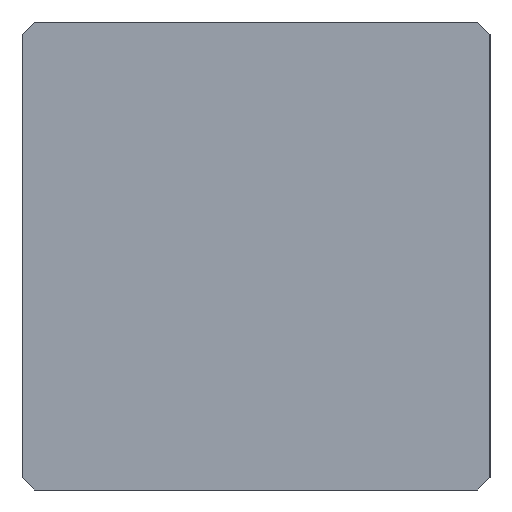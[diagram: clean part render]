
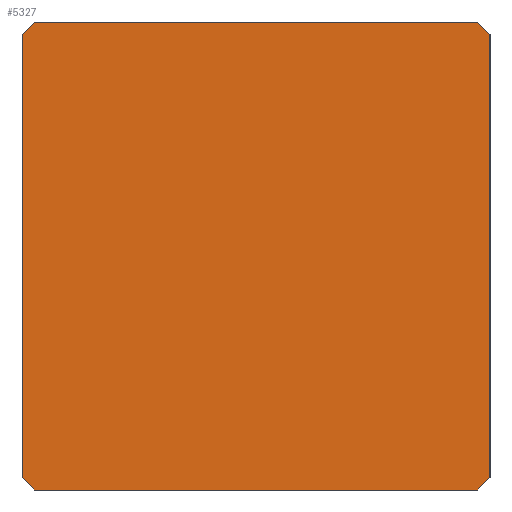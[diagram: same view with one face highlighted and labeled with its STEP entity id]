
A CAD part, left-side view. The second image highlights one B-rep face of the part: STEP entity #5327.
In plain terms, the highlighted planar face has unit normal (-1, 0, 0).
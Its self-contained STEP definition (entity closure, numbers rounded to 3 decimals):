
#242 = CARTESIAN_POINT ( 'NONE',  ( -6.833, 4.572, -4.826 ) ) ;
#537 = DIRECTION ( 'NONE',  ( 0., 0., 1. ) ) ;
#686 = DIRECTION ( 'NONE',  ( 0., -0.707, 0.707 ) ) ;
#849 = CARTESIAN_POINT ( 'NONE',  ( -6.833, 4.572, 4.826 ) ) ;
#914 = CARTESIAN_POINT ( 'NONE',  ( -6.833, -4.572, 4.826 ) ) ;
#1055 = CARTESIAN_POINT ( 'NONE',  ( -6.833, 4.826, -4.572 ) ) ;
#1056 = EDGE_CURVE ( 'NONE', #7619, #3346, #5539, .T. ) ;
#1321 = CARTESIAN_POINT ( 'NONE',  ( -6.833, -4.826, -4.572 ) ) ;
#1333 = ORIENTED_EDGE ( 'NONE', *, *, #1056, .T. ) ;
#1353 = LINE ( 'NONE', #5364, #6722 ) ;
#1669 = ORIENTED_EDGE ( 'NONE', *, *, #4473, .T. ) ;
#1764 = ORIENTED_EDGE ( 'NONE', *, *, #8018, .T. ) ;
#2005 = LINE ( 'NONE', #6818, #3385 ) ;
#2233 = CARTESIAN_POINT ( 'NONE',  ( -6.833, -4.826, -4.572 ) ) ;
#2302 = LINE ( 'NONE', #2233, #4850 ) ;
#2503 = EDGE_CURVE ( 'NONE', #8713, #3076, #7264, .T. ) ;
#2624 = LINE ( 'NONE', #7533, #8380 ) ;
#2714 = CARTESIAN_POINT ( 'NONE',  ( -6.833, 4.826, -4.572 ) ) ;
#3076 = VERTEX_POINT ( 'NONE', #7463 ) ;
#3201 = EDGE_CURVE ( 'NONE', #6517, #7945, #2005, .T. ) ;
#3335 = DIRECTION ( 'NONE',  ( 0., 0., -1. ) ) ;
#3346 = VERTEX_POINT ( 'NONE', #849 ) ;
#3385 = VECTOR ( 'NONE', #686, 1000. ) ;
#3400 = ORIENTED_EDGE ( 'NONE', *, *, #5255, .T. ) ;
#3561 = VECTOR ( 'NONE', #6396, 1000. ) ;
#3643 = EDGE_CURVE ( 'NONE', #7219, #7619, #1353, .T. ) ;
#3738 = AXIS2_PLACEMENT_3D ( 'NONE', #3934, #8596, #537 ) ;
#3934 = CARTESIAN_POINT ( 'NONE',  ( -6.833, 0., 0. ) ) ;
#4005 = EDGE_CURVE ( 'NONE', #3346, #8713, #2624, .T. ) ;
#4181 = CARTESIAN_POINT ( 'NONE',  ( -6.833, 4.572, -4.826 ) ) ;
#4196 = ORIENTED_EDGE ( 'NONE', *, *, #3201, .T. ) ;
#4319 = FACE_OUTER_BOUND ( 'NONE', #6796, .T. ) ;
#4382 = CARTESIAN_POINT ( 'NONE',  ( -6.833, 4.572, 4.826 ) ) ;
#4473 = EDGE_CURVE ( 'NONE', #7945, #7219, #2302, .T. ) ;
#4549 = CARTESIAN_POINT ( 'NONE',  ( -6.833, -4.826, 4.572 ) ) ;
#4850 = VECTOR ( 'NONE', #8182, 1000. ) ;
#5165 = ORIENTED_EDGE ( 'NONE', *, *, #2503, .T. ) ;
#5255 = EDGE_CURVE ( 'NONE', #3076, #7402, #7209, .T. ) ;
#5310 = ORIENTED_EDGE ( 'NONE', *, *, #4005, .T. ) ;
#5327 = ADVANCED_FACE ( 'NONE', ( #4319 ), #7259, .T. ) ;
#5364 = CARTESIAN_POINT ( 'NONE',  ( -6.833, -4.826, 4.572 ) ) ;
#5482 = DIRECTION ( 'NONE',  ( 0., 0.707, 0.707 ) ) ;
#5521 = VECTOR ( 'NONE', #3335, 1000. ) ;
#5539 = LINE ( 'NONE', #4382, #6148 ) ;
#5664 = DIRECTION ( 'NONE',  ( 0., 0.707, -0.707 ) ) ;
#5755 = DIRECTION ( 'NONE',  ( 0., 1., 0. ) ) ;
#5951 = LINE ( 'NONE', #4181, #7065 ) ;
#6148 = VECTOR ( 'NONE', #5755, 1000. ) ;
#6327 = CARTESIAN_POINT ( 'NONE',  ( -6.833, 4.826, 4.572 ) ) ;
#6386 = ORIENTED_EDGE ( 'NONE', *, *, #3643, .T. ) ;
#6396 = DIRECTION ( 'NONE',  ( 0., -0.707, -0.707 ) ) ;
#6517 = VERTEX_POINT ( 'NONE', #6853 ) ;
#6722 = VECTOR ( 'NONE', #5482, 1000. ) ;
#6796 = EDGE_LOOP ( 'NONE', ( #1764, #4196, #1669, #6386, #1333, #5310, #5165, #3400 ) ) ;
#6818 = CARTESIAN_POINT ( 'NONE',  ( -6.833, -4.572, -4.826 ) ) ;
#6853 = CARTESIAN_POINT ( 'NONE',  ( -6.833, -4.572, -4.826 ) ) ;
#7065 = VECTOR ( 'NONE', #8103, 1000. ) ;
#7209 = LINE ( 'NONE', #1055, #3561 ) ;
#7219 = VERTEX_POINT ( 'NONE', #4549 ) ;
#7259 = PLANE ( 'NONE',  #3738 ) ;
#7264 = LINE ( 'NONE', #2714, #5521 ) ;
#7402 = VERTEX_POINT ( 'NONE', #242 ) ;
#7463 = CARTESIAN_POINT ( 'NONE',  ( -6.833, 4.826, -4.572 ) ) ;
#7533 = CARTESIAN_POINT ( 'NONE',  ( -6.833, 4.572, 4.826 ) ) ;
#7619 = VERTEX_POINT ( 'NONE', #914 ) ;
#7945 = VERTEX_POINT ( 'NONE', #1321 ) ;
#8018 = EDGE_CURVE ( 'NONE', #7402, #6517, #5951, .T. ) ;
#8103 = DIRECTION ( 'NONE',  ( 0., -1., 0. ) ) ;
#8182 = DIRECTION ( 'NONE',  ( 0., 0., 1. ) ) ;
#8380 = VECTOR ( 'NONE', #5664, 1000. ) ;
#8596 = DIRECTION ( 'NONE',  ( -1., 0., 0. ) ) ;
#8713 = VERTEX_POINT ( 'NONE', #6327 ) ;
